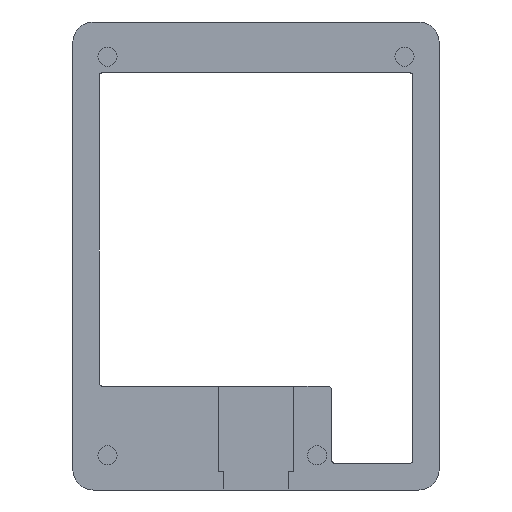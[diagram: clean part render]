
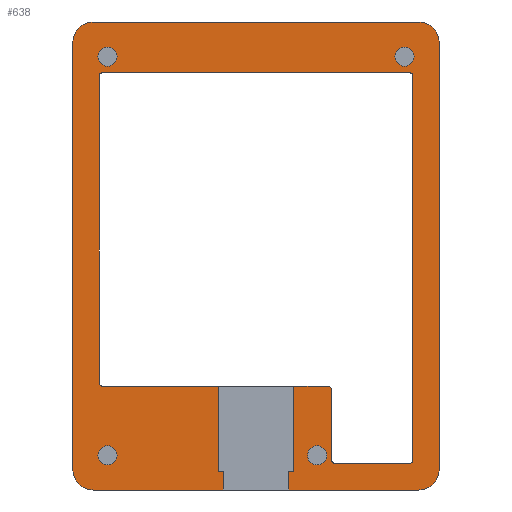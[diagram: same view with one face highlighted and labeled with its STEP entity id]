
A CAD part, front view. The second image highlights one B-rep face of the part: STEP entity #638.
In plain terms, the highlighted planar face has unit normal (0, -1, 0).
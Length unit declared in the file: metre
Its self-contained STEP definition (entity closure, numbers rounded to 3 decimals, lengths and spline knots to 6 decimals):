
#26=CIRCLE('',#689,0.00235);
#27=CIRCLE('',#690,0.00235);
#28=CIRCLE('',#691,0.00235);
#29=CIRCLE('',#692,0.00235);
#30=CIRCLE('',#693,0.001);
#31=CIRCLE('',#694,0.005);
#32=CIRCLE('',#695,0.005);
#33=CIRCLE('',#696,0.005);
#34=CIRCLE('',#697,0.005);
#35=CIRCLE('',#698,0.001);
#36=CIRCLE('',#699,0.001);
#37=CIRCLE('',#700,0.001);
#38=CIRCLE('',#701,0.001);
#39=CIRCLE('',#702,0.001);
#58=ORIENTED_EDGE('',*,*,#242,.F.);
#59=ORIENTED_EDGE('',*,*,#243,.F.);
#60=ORIENTED_EDGE('',*,*,#244,.F.);
#61=ORIENTED_EDGE('',*,*,#245,.F.);
#62=ORIENTED_EDGE('',*,*,#246,.T.);
#63=ORIENTED_EDGE('',*,*,#247,.T.);
#64=ORIENTED_EDGE('',*,*,#248,.T.);
#65=ORIENTED_EDGE('',*,*,#249,.F.);
#66=ORIENTED_EDGE('',*,*,#240,.T.);
#67=ORIENTED_EDGE('',*,*,#250,.F.);
#68=ORIENTED_EDGE('',*,*,#251,.F.);
#69=ORIENTED_EDGE('',*,*,#252,.T.);
#70=ORIENTED_EDGE('',*,*,#253,.F.);
#71=ORIENTED_EDGE('',*,*,#254,.T.);
#72=ORIENTED_EDGE('',*,*,#255,.T.);
#73=ORIENTED_EDGE('',*,*,#256,.T.);
#74=ORIENTED_EDGE('',*,*,#257,.T.);
#75=ORIENTED_EDGE('',*,*,#258,.T.);
#76=ORIENTED_EDGE('',*,*,#259,.F.);
#77=ORIENTED_EDGE('',*,*,#260,.T.);
#78=ORIENTED_EDGE('',*,*,#261,.T.);
#79=ORIENTED_EDGE('',*,*,#262,.T.);
#80=ORIENTED_EDGE('',*,*,#263,.T.);
#81=ORIENTED_EDGE('',*,*,#264,.T.);
#82=ORIENTED_EDGE('',*,*,#265,.F.);
#83=ORIENTED_EDGE('',*,*,#266,.T.);
#84=ORIENTED_EDGE('',*,*,#267,.F.);
#85=ORIENTED_EDGE('',*,*,#268,.T.);
#86=ORIENTED_EDGE('',*,*,#269,.T.);
#87=ORIENTED_EDGE('',*,*,#270,.T.);
#88=ORIENTED_EDGE('',*,*,#271,.T.);
#89=ORIENTED_EDGE('',*,*,#272,.T.);
#240=EDGE_CURVE('',#333,#332,#396,.T.);
#242=EDGE_CURVE('',#334,#334,#26,.T.);
#243=EDGE_CURVE('',#335,#335,#27,.T.);
#244=EDGE_CURVE('',#336,#336,#28,.T.);
#245=EDGE_CURVE('',#337,#337,#29,.T.);
#246=EDGE_CURVE('',#338,#339,#398,.T.);
#247=EDGE_CURVE('',#339,#340,#30,.F.);
#248=EDGE_CURVE('',#340,#341,#399,.T.);
#249=EDGE_CURVE('',#333,#341,#400,.T.);
#250=EDGE_CURVE('',#342,#332,#401,.T.);
#251=EDGE_CURVE('',#343,#342,#402,.T.);
#252=EDGE_CURVE('',#343,#344,#31,.F.);
#253=EDGE_CURVE('',#345,#344,#403,.T.);
#254=EDGE_CURVE('',#345,#346,#32,.F.);
#255=EDGE_CURVE('',#346,#347,#404,.T.);
#256=EDGE_CURVE('',#347,#348,#33,.F.);
#257=EDGE_CURVE('',#348,#349,#405,.T.);
#258=EDGE_CURVE('',#349,#350,#34,.F.);
#259=EDGE_CURVE('',#351,#350,#406,.T.);
#260=EDGE_CURVE('',#351,#352,#407,.T.);
#261=EDGE_CURVE('',#352,#353,#408,.T.);
#262=EDGE_CURVE('',#353,#354,#409,.T.);
#263=EDGE_CURVE('',#354,#355,#410,.T.);
#264=EDGE_CURVE('',#355,#356,#35,.T.);
#265=EDGE_CURVE('',#357,#356,#411,.T.);
#266=EDGE_CURVE('',#357,#358,#36,.T.);
#267=EDGE_CURVE('',#359,#358,#412,.T.);
#268=EDGE_CURVE('',#359,#360,#37,.T.);
#269=EDGE_CURVE('',#360,#361,#413,.T.);
#270=EDGE_CURVE('',#361,#362,#38,.T.);
#271=EDGE_CURVE('',#362,#363,#414,.T.);
#272=EDGE_CURVE('',#363,#338,#39,.T.);
#332=VERTEX_POINT('',#954);
#333=VERTEX_POINT('',#956);
#334=VERTEX_POINT('',#960);
#335=VERTEX_POINT('',#962);
#336=VERTEX_POINT('',#964);
#337=VERTEX_POINT('',#966);
#338=VERTEX_POINT('',#968);
#339=VERTEX_POINT('',#969);
#340=VERTEX_POINT('',#971);
#341=VERTEX_POINT('',#973);
#342=VERTEX_POINT('',#976);
#343=VERTEX_POINT('',#978);
#344=VERTEX_POINT('',#980);
#345=VERTEX_POINT('',#982);
#346=VERTEX_POINT('',#984);
#347=VERTEX_POINT('',#986);
#348=VERTEX_POINT('',#988);
#349=VERTEX_POINT('',#990);
#350=VERTEX_POINT('',#992);
#351=VERTEX_POINT('',#994);
#352=VERTEX_POINT('',#996);
#353=VERTEX_POINT('',#998);
#354=VERTEX_POINT('',#1000);
#355=VERTEX_POINT('',#1002);
#356=VERTEX_POINT('',#1004);
#357=VERTEX_POINT('',#1006);
#358=VERTEX_POINT('',#1008);
#359=VERTEX_POINT('',#1010);
#360=VERTEX_POINT('',#1012);
#361=VERTEX_POINT('',#1014);
#362=VERTEX_POINT('',#1016);
#363=VERTEX_POINT('',#1018);
#396=LINE('',#955,#460);
#398=LINE('',#967,#462);
#399=LINE('',#972,#463);
#400=LINE('',#974,#464);
#401=LINE('',#975,#465);
#402=LINE('',#977,#466);
#403=LINE('',#981,#467);
#404=LINE('',#985,#468);
#405=LINE('',#989,#469);
#406=LINE('',#993,#470);
#407=LINE('',#995,#471);
#408=LINE('',#997,#472);
#409=LINE('',#999,#473);
#410=LINE('',#1001,#474);
#411=LINE('',#1005,#475);
#412=LINE('',#1009,#476);
#413=LINE('',#1013,#477);
#414=LINE('',#1017,#478);
#460=VECTOR('',#758,1.);
#462=VECTOR('',#770,1.);
#463=VECTOR('',#773,1.);
#464=VECTOR('',#774,1.);
#465=VECTOR('',#775,1.);
#466=VECTOR('',#776,1.);
#467=VECTOR('',#779,1.);
#468=VECTOR('',#782,1.);
#469=VECTOR('',#785,1.);
#470=VECTOR('',#788,1.);
#471=VECTOR('',#789,1.);
#472=VECTOR('',#790,1.);
#473=VECTOR('',#791,1.);
#474=VECTOR('',#792,1.);
#475=VECTOR('',#795,1.);
#476=VECTOR('',#798,1.);
#477=VECTOR('',#801,1.);
#478=VECTOR('',#804,1.);
#523=EDGE_LOOP('',(#58));
#524=EDGE_LOOP('',(#59));
#525=EDGE_LOOP('',(#60));
#526=EDGE_LOOP('',(#61));
#527=EDGE_LOOP('',(#62,#63,#64,#65,#66,#67,#68,#69,#70,#71,#72,#73,#74,
#75,#76,#77,#78,#79,#80,#81,#82,#83,#84,#85,#86,#87,#88,#89));
#569=FACE_BOUND('',#523,.T.);
#570=FACE_BOUND('',#524,.T.);
#571=FACE_BOUND('',#525,.T.);
#572=FACE_BOUND('',#526,.T.);
#573=FACE_BOUND('',#527,.T.);
#615=PLANE('',#688);
#638=ADVANCED_FACE('',(#569,#570,#571,#572,#573),#615,.F.);
#688=AXIS2_PLACEMENT_3D('',#958,#760,#761);
#689=AXIS2_PLACEMENT_3D('',#959,#762,#763);
#690=AXIS2_PLACEMENT_3D('',#961,#764,#765);
#691=AXIS2_PLACEMENT_3D('',#963,#766,#767);
#692=AXIS2_PLACEMENT_3D('',#965,#768,#769);
#693=AXIS2_PLACEMENT_3D('',#970,#771,#772);
#694=AXIS2_PLACEMENT_3D('',#979,#777,#778);
#695=AXIS2_PLACEMENT_3D('',#983,#780,#781);
#696=AXIS2_PLACEMENT_3D('',#987,#783,#784);
#697=AXIS2_PLACEMENT_3D('',#991,#786,#787);
#698=AXIS2_PLACEMENT_3D('',#1003,#793,#794);
#699=AXIS2_PLACEMENT_3D('',#1007,#796,#797);
#700=AXIS2_PLACEMENT_3D('',#1011,#799,#800);
#701=AXIS2_PLACEMENT_3D('',#1015,#802,#803);
#702=AXIS2_PLACEMENT_3D('',#1019,#805,#806);
#758=DIRECTION('',(-1.,0.,0.));
#760=DIRECTION('',(0.,1.,0.));
#761=DIRECTION('',(1.,0.,0.));
#762=DIRECTION('',(0.,-1.,0.));
#763=DIRECTION('',(-1.,0.,0.));
#764=DIRECTION('',(0.,-1.,0.));
#765=DIRECTION('',(-1.,0.,0.));
#766=DIRECTION('',(0.,-1.,0.));
#767=DIRECTION('',(-1.,0.,0.));
#768=DIRECTION('',(0.,-1.,0.));
#769=DIRECTION('',(-1.,0.,0.));
#770=DIRECTION('',(0.,0.,1.));
#771=DIRECTION('',(0.,1.,0.));
#772=DIRECTION('',(1.,0.,0.));
#773=DIRECTION('',(-1.,0.,0.));
#774=DIRECTION('',(0.,0.,1.));
#775=DIRECTION('',(0.,0.,1.));
#776=DIRECTION('',(-1.,0.,0.));
#777=DIRECTION('',(0.,1.,0.));
#778=DIRECTION('',(1.,0.,0.));
#779=DIRECTION('',(0.,0.,-1.));
#780=DIRECTION('',(0.,1.,0.));
#781=DIRECTION('',(1.,0.,0.));
#782=DIRECTION('',(-1.,0.,0.));
#783=DIRECTION('',(0.,1.,0.));
#784=DIRECTION('',(1.,0.,0.));
#785=DIRECTION('',(0.,0.,-1.));
#786=DIRECTION('',(0.,1.,0.));
#787=DIRECTION('',(1.,0.,0.));
#788=DIRECTION('',(-1.,0.,0.));
#789=DIRECTION('',(0.,0.,1.));
#790=DIRECTION('',(-1.,0.,0.));
#791=DIRECTION('',(0.,0.,1.));
#792=DIRECTION('',(-1.,0.,0.));
#793=DIRECTION('',(0.,1.,0.));
#794=DIRECTION('',(1.,0.,0.));
#795=DIRECTION('',(0.,0.,-1.));
#796=DIRECTION('',(0.,1.,0.));
#797=DIRECTION('',(1.,0.,0.));
#798=DIRECTION('',(-1.,0.,0.));
#799=DIRECTION('',(0.,1.,0.));
#800=DIRECTION('',(1.,0.,0.));
#801=DIRECTION('',(0.,0.,-1.));
#802=DIRECTION('',(0.,1.,0.));
#803=DIRECTION('',(1.,0.,0.));
#804=DIRECTION('',(-1.,0.,0.));
#805=DIRECTION('',(0.,1.,0.));
#806=DIRECTION('',(1.,0.,0.));
#954=CARTESIAN_POINT('',(0.008,0.005,-0.053));
#955=CARTESIAN_POINT('',(0.,0.005,-0.053));
#956=CARTESIAN_POINT('',(0.00925,0.005,-0.053));
#958=CARTESIAN_POINT('',(0.,0.005,0.));
#959=CARTESIAN_POINT('',(0.0365,0.005,0.049));
#960=CARTESIAN_POINT('',(0.03415,0.005,0.049));
#961=CARTESIAN_POINT('',(0.015,0.005,-0.049));
#962=CARTESIAN_POINT('',(0.01265,0.005,-0.049));
#963=CARTESIAN_POINT('',(-0.0365,0.005,-0.049));
#964=CARTESIAN_POINT('',(-0.03885,0.005,-0.049));
#965=CARTESIAN_POINT('',(-0.0365,0.005,0.049));
#966=CARTESIAN_POINT('',(-0.03885,0.005,0.049));
#967=CARTESIAN_POINT('',(0.018575,0.005,-0.041574));
#968=CARTESIAN_POINT('',(0.018575,0.005,-0.050099));
#969=CARTESIAN_POINT('',(0.018575,0.005,-0.033049));
#970=CARTESIAN_POINT('',(0.017575,0.005,-0.033049));
#971=CARTESIAN_POINT('',(0.017575,0.005,-0.032049));
#972=CARTESIAN_POINT('',(-0.01,0.005,-0.032049));
#973=CARTESIAN_POINT('',(0.00925,0.005,-0.032049));
#974=CARTESIAN_POINT('',(0.00925,0.005,-0.042525));
#975=CARTESIAN_POINT('',(0.008,0.005,-0.05525));
#976=CARTESIAN_POINT('',(0.008,0.005,-0.0575));
#977=CARTESIAN_POINT('',(0.,0.005,-0.0575));
#978=CARTESIAN_POINT('',(0.04,0.005,-0.0575));
#979=CARTESIAN_POINT('',(0.04,0.005,-0.0525));
#980=CARTESIAN_POINT('',(0.045,0.005,-0.0525));
#981=CARTESIAN_POINT('',(0.045,0.005,0.));
#982=CARTESIAN_POINT('',(0.045,0.005,0.0525));
#983=CARTESIAN_POINT('',(0.04,0.005,0.0525));
#984=CARTESIAN_POINT('',(0.04,0.005,0.0575));
#985=CARTESIAN_POINT('',(0.,0.005,0.0575));
#986=CARTESIAN_POINT('',(-0.04,0.005,0.0575));
#987=CARTESIAN_POINT('',(-0.04,0.005,0.0525));
#988=CARTESIAN_POINT('',(-0.045,0.005,0.0525));
#989=CARTESIAN_POINT('',(-0.045,0.005,0.));
#990=CARTESIAN_POINT('',(-0.045,0.005,-0.0525));
#991=CARTESIAN_POINT('',(-0.04,0.005,-0.0525));
#992=CARTESIAN_POINT('',(-0.04,0.005,-0.0575));
#993=CARTESIAN_POINT('',(0.,0.005,-0.0575));
#994=CARTESIAN_POINT('',(-0.008,0.005,-0.0575));
#995=CARTESIAN_POINT('',(-0.008,0.005,-0.05525));
#996=CARTESIAN_POINT('',(-0.008,0.005,-0.053));
#997=CARTESIAN_POINT('',(0.,0.005,-0.053));
#998=CARTESIAN_POINT('',(-0.00925,0.005,-0.053));
#999=CARTESIAN_POINT('',(-0.00925,0.005,-0.042525));
#1000=CARTESIAN_POINT('',(-0.00925,0.005,-0.032049));
#1001=CARTESIAN_POINT('',(-0.01,0.005,-0.032049));
#1002=CARTESIAN_POINT('',(-0.037575,0.005,-0.032049));
#1003=CARTESIAN_POINT('',(-0.037575,0.005,-0.031049));
#1004=CARTESIAN_POINT('',(-0.038575,0.005,-0.031049));
#1005=CARTESIAN_POINT('',(-0.038575,0.005,0.006526));
#1006=CARTESIAN_POINT('',(-0.038575,0.005,0.044101));
#1007=CARTESIAN_POINT('',(-0.037575,0.005,0.044101));
#1008=CARTESIAN_POINT('',(-0.037575,0.005,0.045101));
#1009=CARTESIAN_POINT('',(0.,0.005,0.045101));
#1010=CARTESIAN_POINT('',(0.037575,0.005,0.045101));
#1011=CARTESIAN_POINT('',(0.037575,0.005,0.044101));
#1012=CARTESIAN_POINT('',(0.038575,0.005,0.044101));
#1013=CARTESIAN_POINT('',(0.038575,0.005,-0.002999));
#1014=CARTESIAN_POINT('',(0.038575,0.005,-0.050099));
#1015=CARTESIAN_POINT('',(0.037575,0.005,-0.050099));
#1016=CARTESIAN_POINT('',(0.037575,0.005,-0.051099));
#1017=CARTESIAN_POINT('',(0.028575,0.005,-0.051099));
#1018=CARTESIAN_POINT('',(0.019575,0.005,-0.051099));
#1019=CARTESIAN_POINT('',(0.019575,0.005,-0.050099));
